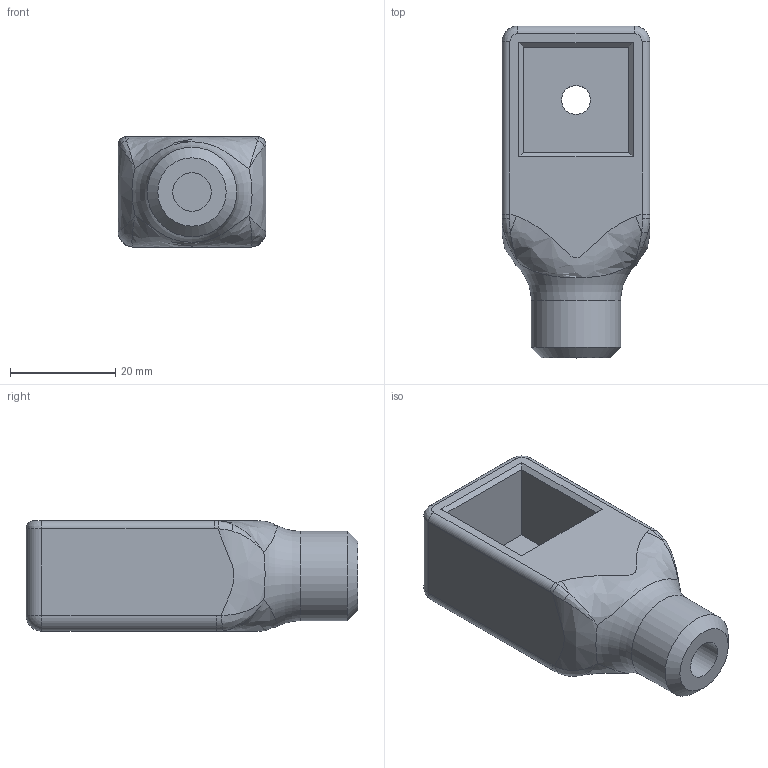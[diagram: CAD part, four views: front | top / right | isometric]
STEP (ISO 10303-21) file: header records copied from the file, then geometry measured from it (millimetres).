
FILE_DESCRIPTION(/* description */ (''),/* implementation_level */ '2;1');
FILE_NAME(/* name */ 'Leg.step',/* time_stamp */ '2020-12-27T20:15:11+01:00',/* author */ (''),/* organization */ (''),/* preprocessor_version */ 'ST-DEVELOPER v18.1',/* originating_system */ 'Autodesk Translation Framework v9.7.1.1290',/* authorisation */ '');
FILE_SCHEMA (('AUTOMOTIVE_DESIGN { 1 0 10303 214 3 1 1 }'));
Length unit declared in the file: millimetre
Products named in the file (2): Legs; UpperLeg
Assembly tree (1 placements, depth 2):
  Legs
    UpperLeg
Bounding box: 28.1 x 63.1 x 21 mm (x, y, z)
Volume: 22262.3 mm3; surface area: 7886.4 mm2
Topology: 1 solids, 1 shells, 49 faces, 110 edges, 61 vertices
Faces by surface type: bspline 18, plane 16, cylinder 11, sphere 2, cone 1, torus 1
Full cylindrical faces by diameter (mm): 5.5 x1, 7.3 x1, 17 x1
Entity records: 2168 total; most frequent: CARTESIAN_POINT 1138, ORIENTED_EDGE 212, DIRECTION 178, EDGE_CURVE 106, AXIS2_PLACEMENT_3D 69, VERTEX_POINT 61, EDGE_LOOP 53, FACE_OUTER_BOUND 49
